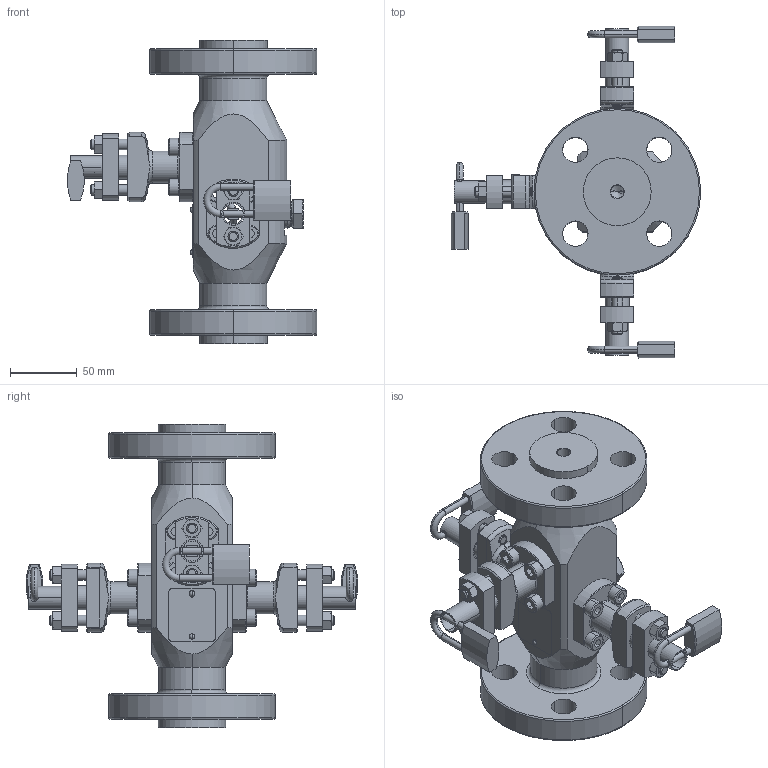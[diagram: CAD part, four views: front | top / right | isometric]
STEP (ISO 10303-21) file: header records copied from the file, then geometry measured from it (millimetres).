
FILE_DESCRIPTION((''),'2;1');
FILE_NAME('PRT0001','2022-02-14T',('BrunoR'),(''),'CREO PARAMETRIC BY PTC INC, 2015080','CREO PARAMETRIC BY PTC INC, 2015080','');
FILE_SCHEMA(('CONFIG_CONTROL_DESIGN'));
Length unit declared in the file: millimetre
Products named in the file (1): PRT0001
Bounding box: 186.91 x 248.82 x 227.4 mm (x, y, z)
Surface area: 186852.1 mm2 (no closed solid volume)
Topology: 0 solids, 55 shells, 573 faces, 1646 edges, 1136 vertices
Faces by surface type: plane 221, cone 151, cylinder 149, torus 48, sphere 4
Entity records: 20748 total; most frequent: CARTESIAN_POINT 5830, DIRECTION 3173, ORIENTED_EDGE 2797, EDGE_CURVE 1638, AXIS2_PLACEMENT_3D 1276, VERTEX_POINT 1136, CIRCLE 703, EDGE_LOOP 699
